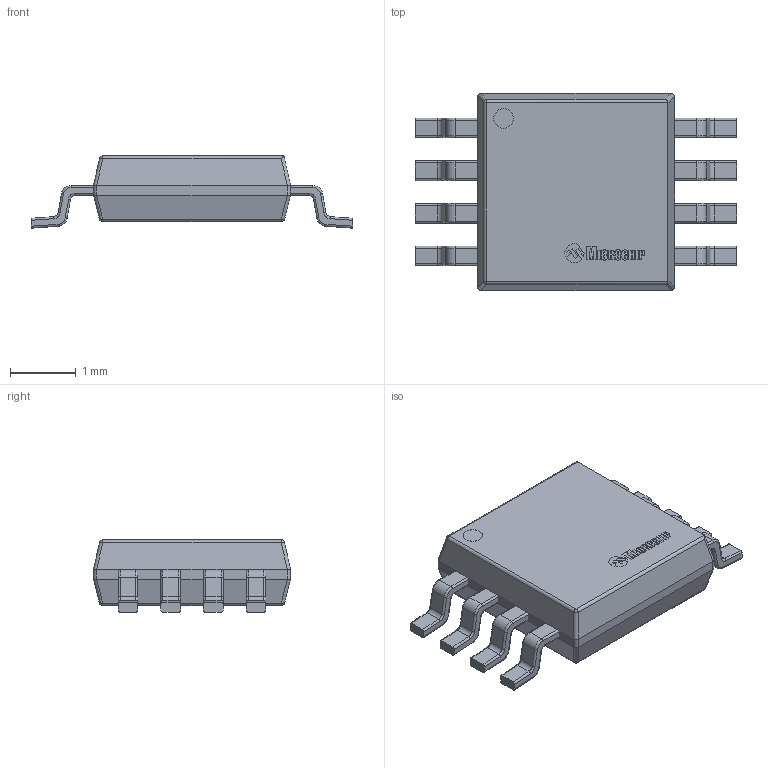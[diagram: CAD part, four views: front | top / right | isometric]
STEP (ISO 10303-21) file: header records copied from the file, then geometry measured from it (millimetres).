
FILE_DESCRIPTION(/* description */ (''),/* implementation_level */ '2;1');
FILE_NAME(/* name */ 'MSOP8.stp',/* time_stamp */ '2020-06-25T11:38:05+02:00',/* author */ ('Lord_voldmort'),/* organization */ (''),/* preprocessor_version */ 'ST-DEVELOPER v17.2',/* originating_system */ 'Autodesk Inventor 2019',/* authorisation */ '');
FILE_SCHEMA (('AUTOMOTIVE_DESIGN { 1 0 10303 214 3 1 1 }'));
Length unit declared in the file: millimetre
Products named in the file (7): max_Tsop16; IC_BODY; IC_LEG; circle; Microchip logo; microchip; IC_LEG_MIR11
Assembly tree (12 placements, depth 2):
  max_Tsop16
    IC_BODY
    IC_LEG  x4
    circle
    Microchip logo
    microchip
    IC_LEG_MIR11  x4
Bounding box: 4.9 x 3 x 1.1 mm (x, y, z)
Volume: 9 mm3; surface area: 38.3 mm2
Topology: 20 solids, 20 shells, 454 faces, 1096 edges, 682 vertices
Faces by surface type: plane 197, cylinder 151, torus 64, bspline 36, sphere 6
Full cylindrical faces by diameter (mm): 0.3 x1
Entity records: 7995 total; most frequent: CARTESIAN_POINT 1831, ORIENTED_EDGE 1232, DIRECTION 1144, EDGE_CURVE 616, LINE 410, VECTOR 410, VERTEX_POINT 394, AXIS2_PLACEMENT_3D 367
